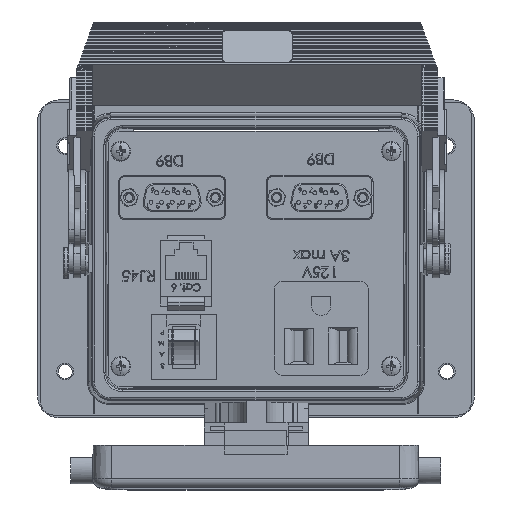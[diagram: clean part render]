
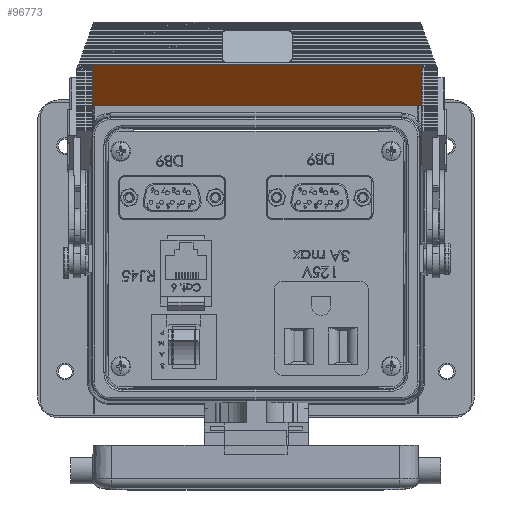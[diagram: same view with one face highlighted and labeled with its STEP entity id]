
A CAD part, top view. The second image highlights one B-rep face of the part: STEP entity #96773.
In plain terms, the highlighted planar face has unit normal (0, -0.695, 0.719).
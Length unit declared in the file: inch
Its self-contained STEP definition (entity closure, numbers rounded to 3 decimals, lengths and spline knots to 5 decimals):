
#693 = CARTESIAN_POINT ( 'NONE',  ( 1.883, 1.73484, 0.3608 ) ) ;
#4265 = VERTEX_POINT ( 'NONE', #21796 ) ;
#16951 = VERTEX_POINT ( 'NONE', #131738 ) ;
#18364 = LINE ( 'NONE', #693, #79838 ) ;
#19665 = EDGE_CURVE ( 'NONE', #16951, #109968, #65426, .T. ) ;
#21796 = CARTESIAN_POINT ( 'NONE',  ( 1.883, 1.73484, 0.3608 ) ) ;
#27447 = DIRECTION ( 'NONE',  ( 1., 0., 0. ) ) ;
#28387 = VERTEX_POINT ( 'NONE', #80536 ) ;
#28792 = EDGE_LOOP ( 'NONE', ( #84118, #162252, #77821, #84968 ) ) ;
#33607 = EDGE_CURVE ( 'NONE', #28387, #4265, #55665, .T. ) ;
#35797 = CARTESIAN_POINT ( 'NONE',  ( 1.883, 2.34628, 0.95126 ) ) ;
#38766 = DIRECTION ( 'NONE',  ( 0., -0.719, -0.695 ) ) ;
#39816 = DIRECTION ( 'NONE',  ( 0., 0.719, 0.695 ) ) ;
#52903 = PLANE ( 'NONE',  #61585 ) ;
#55665 = LINE ( 'NONE', #35797, #134414 ) ;
#56962 = DIRECTION ( 'NONE',  ( 0., -0.719, -0.695 ) ) ;
#58263 = DIRECTION ( 'NONE',  ( -1., 0., 0. ) ) ;
#59428 = CARTESIAN_POINT ( 'NONE',  ( 1.883, 2.19923, 0.80925 ) ) ;
#59789 = CARTESIAN_POINT ( 'NONE',  ( -1.857, 1.73484, 0.3608 ) ) ;
#61585 = AXIS2_PLACEMENT_3D ( 'NONE', #175275, #175875, #39816 ) ;
#65426 = LINE ( 'NONE', #124604, #165320 ) ;
#77821 = ORIENTED_EDGE ( 'NONE', *, *, #19665, .T. ) ;
#78645 = VECTOR ( 'NONE', #58263, 39.37008 ) ;
#79838 = VECTOR ( 'NONE', #27447, 39.37008 ) ;
#80536 = CARTESIAN_POINT ( 'NONE',  ( 1.883, 2.19923, 0.80925 ) ) ;
#80884 = LINE ( 'NONE', #59428, #78645 ) ;
#84118 = ORIENTED_EDGE ( 'NONE', *, *, #33607, .F. ) ;
#84968 = ORIENTED_EDGE ( 'NONE', *, *, #148603, .T. ) ;
#96773 = ADVANCED_FACE ( 'NONE', ( #135868 ), #52903, .F. ) ;
#109968 = VERTEX_POINT ( 'NONE', #59789 ) ;
#112578 = EDGE_CURVE ( 'NONE', #28387, #16951, #80884, .T. ) ;
#124604 = CARTESIAN_POINT ( 'NONE',  ( -1.857, 2.34628, 0.95126 ) ) ;
#131738 = CARTESIAN_POINT ( 'NONE',  ( -1.857, 2.19923, 0.80925 ) ) ;
#134414 = VECTOR ( 'NONE', #38766, 39.37008 ) ;
#135868 = FACE_OUTER_BOUND ( 'NONE', #28792, .T. ) ;
#148603 = EDGE_CURVE ( 'NONE', #109968, #4265, #18364, .T. ) ;
#162252 = ORIENTED_EDGE ( 'NONE', *, *, #112578, .T. ) ;
#165320 = VECTOR ( 'NONE', #56962, 39.37008 ) ;
#175275 = CARTESIAN_POINT ( 'NONE',  ( 1.883, 2.34628, 0.95126 ) ) ;
#175875 = DIRECTION ( 'NONE',  ( 0., 0.695, -0.719 ) ) ;
